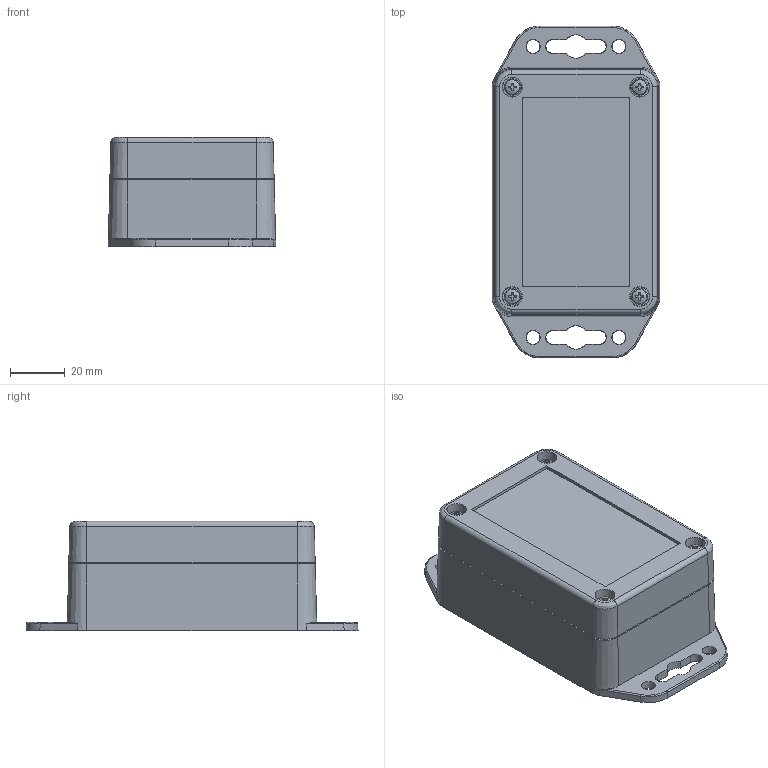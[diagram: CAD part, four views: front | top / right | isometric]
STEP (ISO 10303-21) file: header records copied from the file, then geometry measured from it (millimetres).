
FILE_DESCRIPTION(/* description */ (''),/* implementation_level */ '2;1');
FILE_NAME(/* name */ '2504598_3D.stp',/* time_stamp */ '2022-05-13T10:29:00+02:00',/* author */ ('haertel'),/* organization */ (''),/* preprocessor_version */ 'ST-DEVELOPER v18.1',/* originating_system */ 'Autodesk Inventor 2022',/* authorisation */ '');
FILE_SCHEMA (('AUTOMOTIVE_DESIGN { 1 0 10303 214 3 1 1 }'));
Length unit declared in the file: millimetre
Products named in the file (6): 2504598_3D; 2504598_3D_11; 2504598_3D_10; 2504598_3D_1; GWDBU_Pencom_M3 - IN2304 - TMZ-M3-5.2; DIN 7985 M3x17x12
Assembly tree (11 placements, depth 2):
  2504598_3D
    2504598_3D_11
    2504598_3D_10
    2504598_3D_1
    GWDBU_Pencom_M3 - IN2304 - TMZ-M3-5.2  x4
    DIN 7985 M3x17x12  x4
Bounding box: 61.28 x 121.28 x 39.89 mm (x, y, z)
Volume: 77832.9 mm3; surface area: 55927.1 mm2
Topology: 11 solids, 11 shells, 1599 faces, 3560 edges, 2030 vertices
Faces by surface type: plane 1013, cone 322, bspline 152, cylinder 100, torus 8, sphere 4
Full cylindrical faces by diameter (mm): 2.5 x4, 2.681 x4, 2.75 x4, 3 x4, 3.18 x4, 3.65 x16, 3.87 x4, 3.972 x4
Entity records: 28375 total; most frequent: CARTESIAN_POINT 10984, ORIENTED_EDGE 3718, DIRECTION 3241, EDGE_CURVE 1859, AXIS2_PLACEMENT_3D 1179, VERTEX_POINT 1145, LINE 883, VECTOR 883
